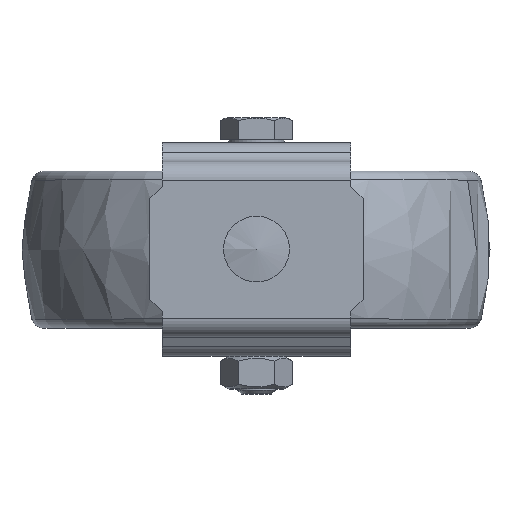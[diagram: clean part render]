
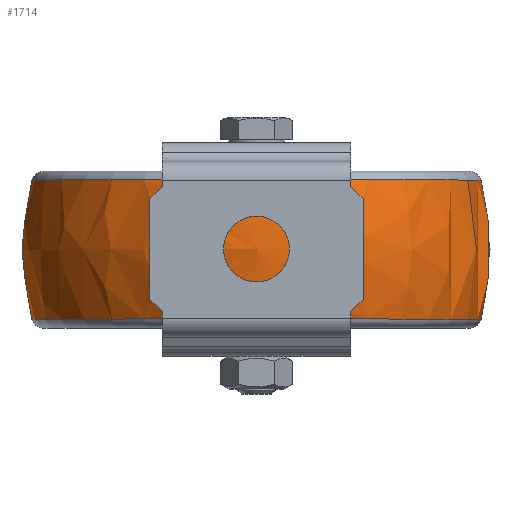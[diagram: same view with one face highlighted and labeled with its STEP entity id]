
A CAD part, top view. The second image highlights one B-rep face of the part: STEP entity #1714.
In plain terms, the highlighted spherical face has radius 37.5 mm.
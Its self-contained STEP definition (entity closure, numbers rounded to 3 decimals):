
#75=SPHERICAL_SURFACE($,#1883,37.5);
#122=FACE_BOUND($,#405,.T.);
#123=FACE_BOUND($,#406,.T.);
#405=EDGE_LOOP($,(#1452));
#406=EDGE_LOOP($,(#1453));
#766=CIRCLE($,#1882,35.822);
#767=CIRCLE($,#1884,35.822);
#905=VERTEX_POINT($,#2816);
#906=VERTEX_POINT($,#2819);
#1106=EDGE_CURVE($,#905,#905,#766,.T.);
#1107=EDGE_CURVE($,#906,#906,#767,.T.);
#1452=ORIENTED_EDGE($,*,*,#1107,.F.);
#1453=ORIENTED_EDGE($,*,*,#1106,.T.);
#1714=ADVANCED_FACE($,(#122,#123),#75,.T.);
#1882=AXIS2_PLACEMENT_3D($,#2817,#2278,#2279);
#1883=AXIS2_PLACEMENT_3D($,#2818,#2280,#2281);
#1884=AXIS2_PLACEMENT_3D($,#2820,#2282,#2283);
#2278=DIRECTION('center_axis',(1.,0.,0.));
#2279=DIRECTION('ref_axis',(0.,1.,0.));
#2280=DIRECTION('center_axis',(0.,0.,1.));
#2281=DIRECTION('ref_axis',(1.,0.,0.));
#2282=DIRECTION('center_axis',(1.,0.,0.));
#2283=DIRECTION('ref_axis',(0.,1.,0.));
#2816=CARTESIAN_POINT('',(-11.092,35.822,0.));
#2817=CARTESIAN_POINT('Origin',(-11.092,0.,0.));
#2818=CARTESIAN_POINT('Origin',(0.,0.,0.));
#2819=CARTESIAN_POINT('',(11.092,35.822,0.));
#2820=CARTESIAN_POINT('Origin',(11.092,0.,0.));
